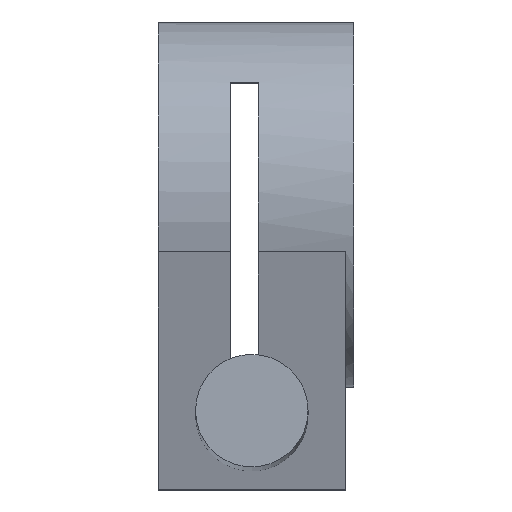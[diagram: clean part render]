
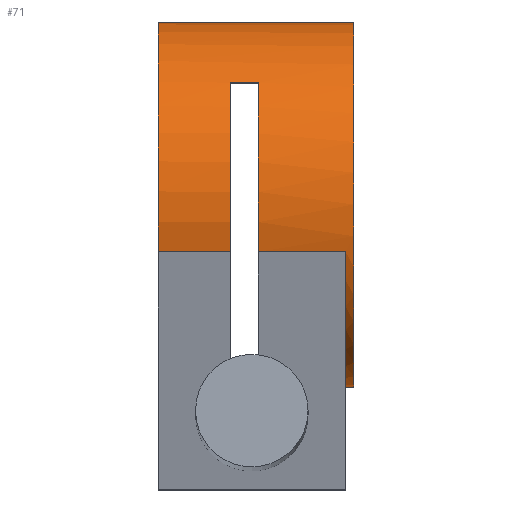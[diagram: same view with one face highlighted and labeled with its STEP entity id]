
A CAD part, top view. The second image highlights one B-rep face of the part: STEP entity #71.
In plain terms, the highlighted cylindrical face has radius 9.75 mm (diameter 19.5 mm), a partial arc.
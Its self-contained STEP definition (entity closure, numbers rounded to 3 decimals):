
#71=ADVANCED_FACE('',(#167),#168,.T.);
#167=FACE_OUTER_BOUND('',#327,.T.);
#168=CYLINDRICAL_SURFACE('',#328,9.75);
#327=EDGE_LOOP('',(#584,#585,#586,#587,#588,#589,#590,#591,#592,#593));
#328=AXIS2_PLACEMENT_3D('',#594,#595,#596);
#584=ORIENTED_EDGE('',*,*,#1139,.T.);
#585=ORIENTED_EDGE('',*,*,#1142,.T.);
#586=ORIENTED_EDGE('',*,*,#1143,.T.);
#587=ORIENTED_EDGE('',*,*,#1119,.F.);
#588=ORIENTED_EDGE('',*,*,#1111,.T.);
#589=ORIENTED_EDGE('',*,*,#1118,.T.);
#590=ORIENTED_EDGE('',*,*,#1144,.F.);
#591=ORIENTED_EDGE('',*,*,#1145,.T.);
#592=ORIENTED_EDGE('',*,*,#1127,.F.);
#593=ORIENTED_EDGE('',*,*,#1125,.T.);
#594=CARTESIAN_POINT('',(-5.523,11.22,-140.0));
#595=DIRECTION('',(-1.0,0.0,0.0));
#596=DIRECTION('',(0.0,1.0,0.0));
#1111=EDGE_CURVE('',#1344,#1345,#1346,.T.);
#1118=EDGE_CURVE('',#1345,#1357,#1359,.T.);
#1119=EDGE_CURVE('',#1344,#1360,#1361,.T.);
#1125=EDGE_CURVE('',#1371,#1369,#1372,.T.);
#1127=EDGE_CURVE('',#1371,#1374,#1375,.T.);
#1139=EDGE_CURVE('',#1369,#1392,#1394,.T.);
#1142=EDGE_CURVE('',#1392,#1399,#1400,.T.);
#1143=EDGE_CURVE('',#1399,#1360,#1401,.T.);
#1144=EDGE_CURVE('',#1402,#1357,#1403,.T.);
#1145=EDGE_CURVE('',#1402,#1374,#1404,.T.);
#1344=VERTEX_POINT('',#1739);
#1345=VERTEX_POINT('',#1740);
#1346=CIRCLE('',#1741,9.75);
#1357=VERTEX_POINT('',#1753);
#1359=LINE('',#1755,#1756);
#1360=VERTEX_POINT('',#1757);
#1361=LINE('',#1758,#1759);
#1369=VERTEX_POINT('',#1769);
#1371=VERTEX_POINT('',#1772);
#1372=LINE('',#1773,#1774);
#1374=VERTEX_POINT('',#1777);
#1375=CIRCLE('',#1778,9.75);
#1392=VERTEX_POINT('',#1824);
#1394=CIRCLE('',#1827,9.75);
#1399=VERTEX_POINT('',#1832);
#1400=LINE('',#1833,#1834);
#1401=CIRCLE('',#1835,9.75);
#1402=VERTEX_POINT('',#1836);
#1403=CIRCLE('',#1837,9.75);
#1404=LINE('',#1838,#1839);
#1739=CARTESIAN_POINT('',(5.45,1.47,-140.0));
#1740=CARTESIAN_POINT('',(5.45,20.97,-140.0));
#1741=AXIS2_PLACEMENT_3D('',#2227,#2228,#2229);
#1753=CARTESIAN_POINT('',(-5.0,20.97,-140.0));
#1755=CARTESIAN_POINT('',(5.45,20.97,-140.0));
#1756=VECTOR('',#2246,10.45);
#1757=CARTESIAN_POINT('',(5.0,1.47,-140.0));
#1758=CARTESIAN_POINT('',(5.45,1.47,-140.0));
#1759=VECTOR('',#2247,0.45);
#1769=CARTESIAN_POINT('',(0.35,17.72,-132.733));
#1772=CARTESIAN_POINT('',(-1.15,17.72,-132.733));
#1773=CARTESIAN_POINT('',(-1.15,17.72,-132.733));
#1774=VECTOR('',#2257,1.5);
#1777=CARTESIAN_POINT('',(-1.15,8.697,-130.582));
#1778=AXIS2_PLACEMENT_3D('',#2259,#2260,#2261);
#1824=CARTESIAN_POINT('',(0.35,8.697,-130.582));
#1827=AXIS2_PLACEMENT_3D('',#2276,#2277,#2278);
#1832=CARTESIAN_POINT('',(5.0,8.697,-130.582));
#1833=CARTESIAN_POINT('',(0.35,8.697,-130.582));
#1834=VECTOR('',#2285,4.65);
#1835=AXIS2_PLACEMENT_3D('',#2286,#2287,#2288);
#1836=CARTESIAN_POINT('',(-5.0,8.697,-130.582));
#1837=AXIS2_PLACEMENT_3D('',#2289,#2290,#2291);
#1838=CARTESIAN_POINT('',(-5.0,8.697,-130.582));
#1839=VECTOR('',#2292,3.85);
#2227=CARTESIAN_POINT('',(5.45,11.22,-140.0));
#2228=DIRECTION('',(-1.0,0.0,0.0));
#2229=DIRECTION('',(0.0,-1.0,0.0));
#2246=DIRECTION('',(-1.0,0.0,0.0));
#2247=DIRECTION('',(-1.0,0.0,0.0));
#2257=DIRECTION('',(1.0,0.0,0.0));
#2259=CARTESIAN_POINT('',(-1.15,11.22,-140.0));
#2260=DIRECTION('',(1.0,0.0,0.0));
#2261=DIRECTION('',(-0.0,0.667,0.745));
#2276=CARTESIAN_POINT('',(0.35,11.22,-140.0));
#2277=DIRECTION('',(1.0,0.0,0.0));
#2278=DIRECTION('',(-0.0,0.667,0.745));
#2285=DIRECTION('',(1.0,0.,0.));
#2286=CARTESIAN_POINT('',(5.0,11.22,-140.0));
#2287=DIRECTION('',(1.0,0.0,0.0));
#2288=DIRECTION('',(0.0,-0.259,0.966));
#2289=CARTESIAN_POINT('',(-5.0,11.22,-140.0));
#2290=DIRECTION('',(-1.0,0.0,0.0));
#2291=DIRECTION('',(0.0,-0.259,0.966));
#2292=DIRECTION('',(1.0,0.0,0.0));
